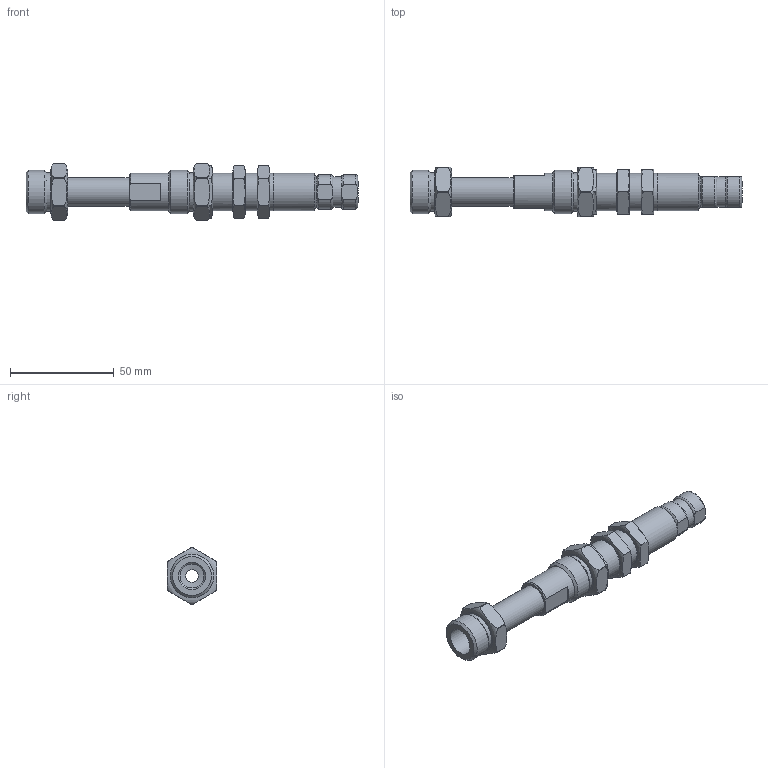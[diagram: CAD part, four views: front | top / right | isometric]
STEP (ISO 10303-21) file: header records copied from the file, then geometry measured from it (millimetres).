
FILE_DESCRIPTION( ( 'Unknown' ), '1' );
FILE_NAME( 'L1250T.stp', 'Unknown', ( 'Unknown' ), ( 'Unknown' ), 'PSStep 10.0', 'Unknown', ' ' );
FILE_SCHEMA( ( 'AUTOMOTIVE_DESIGN { 1 0 10303 214 1 1 1 1 }' ) );
Length unit declared in the file: millimetre
Products named in the file (6): Assem1; SHAFT; NIPPLE; HOUNSING; UPPER NUT; NUT
Bounding box: 160 x 24 x 27.5 mm (x, y, z)
Surface area: 45117 mm2 (no closed solid volume)
Topology: 0 solids, 195 shells, 195 faces, 755 edges, 662 vertices
Faces by surface type: plane 78, cylinder 61, cone 28, torus 14, revolution 14
Full cylindrical faces by diameter (mm): 6 x4, 8.8 x2, 9.8 x4, 11 x8, 11.5 x2, 12 x4, 13.2 x2, 13.9 x4, 14.7 x2, 18 x5, 18.8 x2, 21 x2
Entity records: 6237 total; most frequent: CARTESIAN_POINT 2787, DIRECTION 584, ORIENTED_EDGE 302, EDGE_CURVE 302, VERTEX_POINT 302, AXIS2_PLACEMENT_3D 255, CIRCLE 162, FACE_BOUND 152
